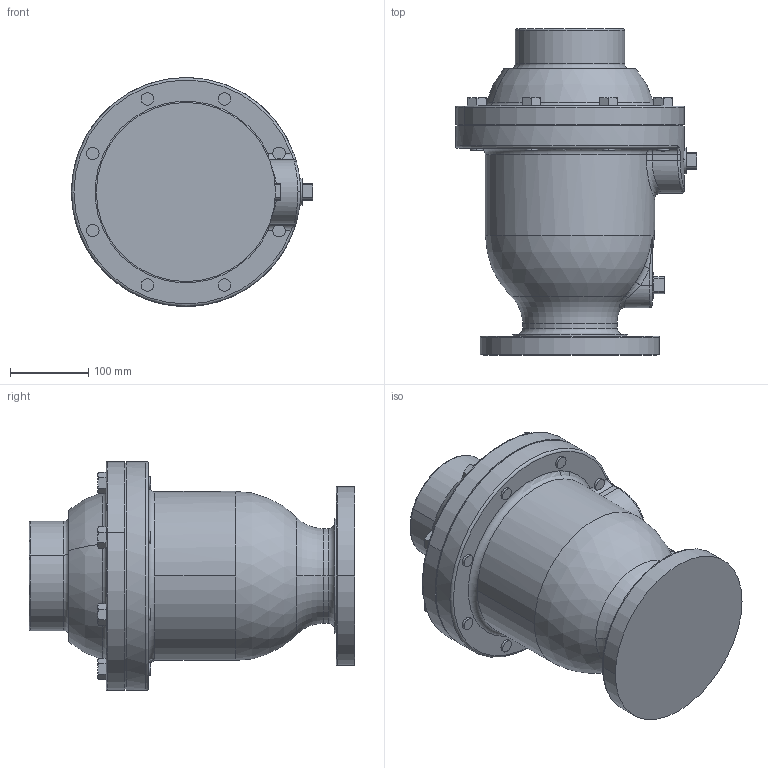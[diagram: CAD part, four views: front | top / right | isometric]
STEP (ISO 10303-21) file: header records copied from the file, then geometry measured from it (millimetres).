
FILE_DESCRIPTION((''),'2;1');
FILE_NAME('104S_SW0002','2023-09-13T14:22:51',('tbuffington'),(''),'CREO PARAMETRIC BY PTC INC, 2023072','CREO PARAMETRIC BY PTC INC, 2023072','');
FILE_SCHEMA(('AUTOMOTIVE_DESIGN { 1 0 10303 214 1 1 1 1 }'));
Length unit declared in the file: inch
Products named in the file (1): 104S_SW0002
Bounding box: 307.59 x 415.94 x 292.1 mm (x, y, z)
Volume: 14203021.6 mm3; surface area: 437203 mm2
Topology: 1 solids, 1 shells, 247 faces, 571 edges, 347 vertices
Faces by surface type: plane 102, cylinder 50, cone 50, torus 20, bspline 15, sphere 10
Entity records: 13279 total; most frequent: CARTESIAN_POINT 5780, COLOUR_RGB 1333, ORIENTED_EDGE 1134, DIRECTION 1105, EDGE_CURVE 567, AXIS2_PLACEMENT_3D 442, VERTEX_POINT 347, EDGE_LOOP 272
